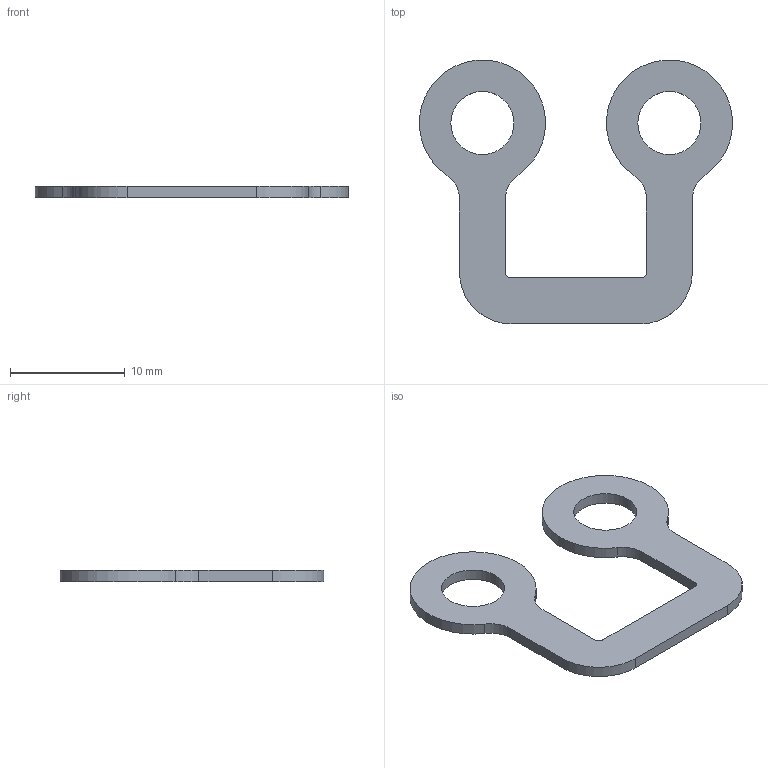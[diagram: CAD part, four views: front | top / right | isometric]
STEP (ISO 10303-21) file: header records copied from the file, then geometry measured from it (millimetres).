
FILE_DESCRIPTION(('CATIA V5R24 STEP','CAx-IF Rec.Pracs.--- Model Styling and Organization---1.2---2011-12-15'),'2;1');
FILE_NAME ('030653-1_1_3834300000_3834300000.stp','2018-08-29T12:09:03+00:00',('none'),('Weidmueller'),'CATIA Version 5-6 Release 2014 SP4 HF52','CATIA V5 STEP AP214','none');
FILE_SCHEMA(('AUTOMOTIVE_DESIGN { 1 0 10303 214 1 1 1 1 }'));
Length unit declared in the file: millimetre
Products named in the file (1): 3834300000
Bounding box: 27.29 x 22.98 x 1 mm (x, y, z)
Volume: 281.5 mm3; surface area: 727.1 mm2
Topology: 1 solids, 1 shells, 24 faces, 66 edges, 44 vertices
Faces by surface type: cylinder 16, plane 8
Entity records: 780 total; most frequent: CARTESIAN_POINT 135, ORIENTED_EDGE 132, DIRECTION 114, EDGE_CURVE 66, AXIS2_PLACEMENT_3D 57, VERTEX_POINT 44, VECTOR 34, LINE 34
